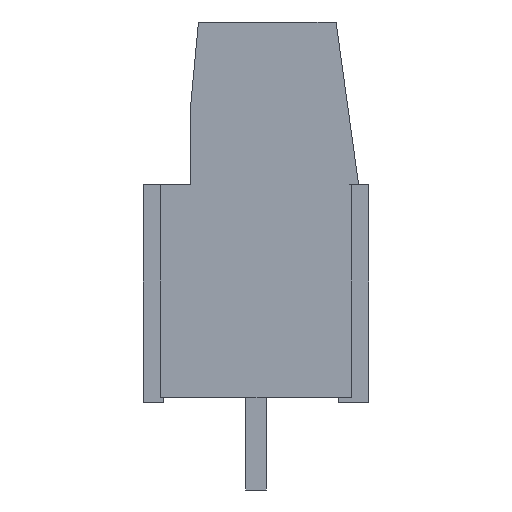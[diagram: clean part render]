
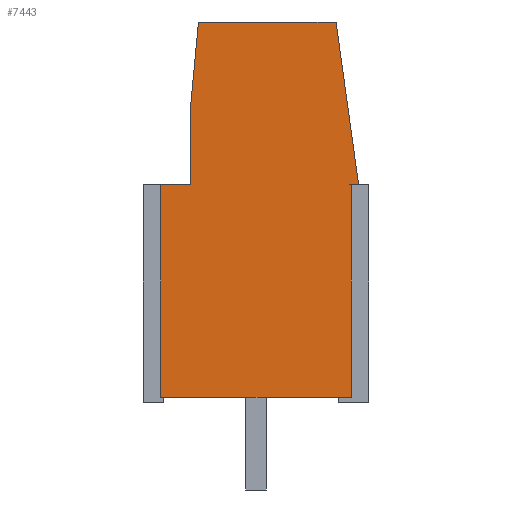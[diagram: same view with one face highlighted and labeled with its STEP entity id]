
A CAD part, left-side view. The second image highlights one B-rep face of the part: STEP entity #7443.
In plain terms, the highlighted planar face has unit normal (-1, 0, 0).
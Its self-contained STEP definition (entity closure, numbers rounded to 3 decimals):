
#72=DIRECTION('',(0.,1.,0.));
#73=VECTOR('',#72,0.3);
#74=CARTESIAN_POINT('',(-33.02,-3.65,-6.5));
#75=LINE('',#74,#73);
#76=DIRECTION('',(0.,0.,1.));
#77=VECTOR('',#76,8.5);
#78=CARTESIAN_POINT('',(-33.02,-3.35,-15.));
#79=LINE('',#78,#77);
#80=DIRECTION('',(0.,1.,0.));
#81=VECTOR('',#80,7.6);
#82=CARTESIAN_POINT('',(-33.02,-3.35,-15.));
#83=LINE('',#82,#81);
#84=DIRECTION('',(0.,0.,1.));
#85=VECTOR('',#84,8.5);
#86=CARTESIAN_POINT('',(-33.02,4.25,-15.));
#87=LINE('',#86,#85);
#88=DIRECTION('',(0.,-1.,0.));
#89=VECTOR('',#88,1.2);
#90=CARTESIAN_POINT('',(-33.02,4.25,-6.5));
#91=LINE('',#90,#89);
#92=DIRECTION('',(0.,0.,1.));
#93=VECTOR('',#92,3.3);
#94=CARTESIAN_POINT('',(-33.02,3.05,-6.5));
#95=LINE('',#94,#93);
#96=DIRECTION('',(0.,-0.093,0.996));
#97=VECTOR('',#96,3.214);
#98=CARTESIAN_POINT('',(-33.02,3.05,-3.2));
#99=LINE('',#98,#97);
#100=DIRECTION('',(0.,-1.,0.));
#101=VECTOR('',#100,5.5);
#102=CARTESIAN_POINT('',(-33.02,2.75,0.));
#103=LINE('',#102,#101);
#104=DIRECTION('',(0.,-0.137,-0.991));
#105=VECTOR('',#104,6.562);
#106=CARTESIAN_POINT('',(-33.02,-2.75,0.));
#107=LINE('',#106,#105);
#5764=CARTESIAN_POINT('',(-33.02,3.05,-6.5));
#5765=CARTESIAN_POINT('',(-33.02,3.05,-3.2));
#5766=VERTEX_POINT('',#5764);
#5767=VERTEX_POINT('',#5765);
#5768=CARTESIAN_POINT('',(-33.02,2.75,0.));
#5769=VERTEX_POINT('',#5768);
#5770=CARTESIAN_POINT('',(-33.02,-2.75,0.));
#5771=VERTEX_POINT('',#5770);
#5802=CARTESIAN_POINT('',(-33.02,-3.65,-6.5));
#5803=CARTESIAN_POINT('',(-33.02,-3.35,-6.5));
#5804=VERTEX_POINT('',#5802);
#5805=VERTEX_POINT('',#5803);
#5814=CARTESIAN_POINT('',(-33.02,-3.35,-15.));
#5815=CARTESIAN_POINT('',(-33.02,4.25,-15.));
#5816=VERTEX_POINT('',#5814);
#5817=VERTEX_POINT('',#5815);
#5818=CARTESIAN_POINT('',(-33.02,4.25,-6.5));
#5819=VERTEX_POINT('',#5818);
#7418=CARTESIAN_POINT('',(-33.02,0.,0.));
#7419=DIRECTION('',(1.,0.,0.));
#7420=DIRECTION('',(0.,0.,-1.));
#7421=AXIS2_PLACEMENT_3D('',#7418,#7419,#7420);
#7422=PLANE('',#7421);
#7424=ORIENTED_EDGE('',*,*,#7423,.T.);
#7426=ORIENTED_EDGE('',*,*,#7425,.F.);
#7428=ORIENTED_EDGE('',*,*,#7427,.T.);
#7430=ORIENTED_EDGE('',*,*,#7429,.T.);
#7432=ORIENTED_EDGE('',*,*,#7431,.T.);
#7434=ORIENTED_EDGE('',*,*,#7433,.T.);
#7436=ORIENTED_EDGE('',*,*,#7435,.T.);
#7438=ORIENTED_EDGE('',*,*,#7437,.T.);
#7440=ORIENTED_EDGE('',*,*,#7439,.T.);
#7441=EDGE_LOOP('',(#7424,#7426,#7428,#7430,#7432,#7434,#7436,#7438,#7440));
#7442=FACE_OUTER_BOUND('',#7441,.F.);
#7443=ADVANCED_FACE('',(#7442),#7422,.F.);
#7423=EDGE_CURVE('',#5804,#5805,#75,.T.);
#7425=EDGE_CURVE('',#5816,#5805,#79,.T.);
#7427=EDGE_CURVE('',#5816,#5817,#83,.T.);
#7429=EDGE_CURVE('',#5817,#5819,#87,.T.);
#7431=EDGE_CURVE('',#5819,#5766,#91,.T.);
#7433=EDGE_CURVE('',#5766,#5767,#95,.T.);
#7435=EDGE_CURVE('',#5767,#5769,#99,.T.);
#7437=EDGE_CURVE('',#5769,#5771,#103,.T.);
#7439=EDGE_CURVE('',#5771,#5804,#107,.T.);
